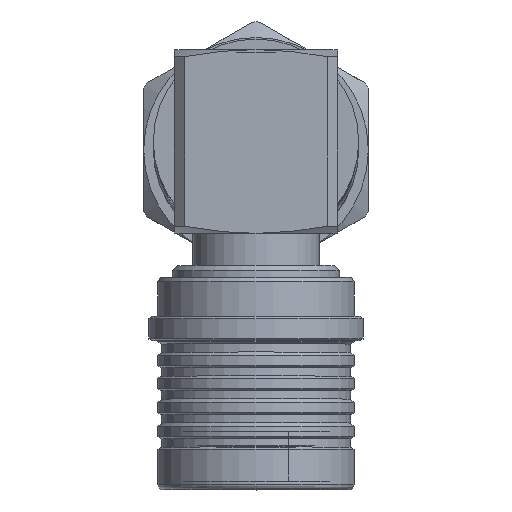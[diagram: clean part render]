
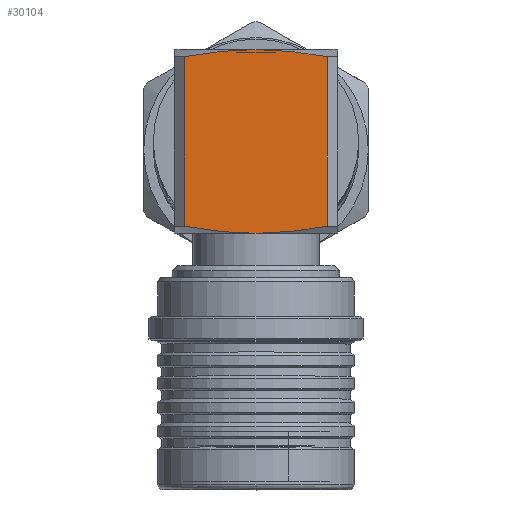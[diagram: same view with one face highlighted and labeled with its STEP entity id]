
A CAD part, top view. The second image highlights one B-rep face of the part: STEP entity #30104.
In plain terms, the highlighted face is planar.
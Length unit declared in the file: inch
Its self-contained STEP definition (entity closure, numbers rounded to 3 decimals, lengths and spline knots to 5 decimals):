
#587 = ORIENTED_EDGE ( 'NONE', *, *, #13120, .T. ) ;
#1841 = CARTESIAN_POINT ( 'NONE',  ( -0.16335, 0.15748, 0.13748 ) ) ;
#3420 = VERTEX_POINT ( 'NONE', #10982 ) ;
#3682 = CARTESIAN_POINT ( 'NONE',  ( -0.17717, 0.15748, -0.02298 ) ) ;
#5234 = CARTESIAN_POINT ( 'NONE',  ( -0.16335, 0.15748, -0.13748 ) ) ;
#5249 = EDGE_CURVE ( 'NONE', #19235, #21180, #35258, .T. ) ;
#5559 = EDGE_LOOP ( 'NONE', ( #29527, #17538, #6699, #587, #14569, #27565 ) ) ;
#6637 = CARTESIAN_POINT ( 'NONE',  ( 0.17717, 0.15748, 0. ) ) ;
#6699 = ORIENTED_EDGE ( 'NONE', *, *, #5249, .T. ) ;
#6817 = CARTESIAN_POINT ( 'NONE',  ( -0.17577, 0.15748, -0.04592 ) ) ;
#6993 = B_SPLINE_CURVE_WITH_KNOTS ( 'NONE', 3,
 ( #18598, #41205, #8544, #24794, #18460, #21908 ),
 .UNSPECIFIED., .F., .F.,
 ( 4, 2, 4 ),
 ( 0.00831, 0.01007, 0.01183 ),
 .UNSPECIFIED. ) ;
#7116 = EDGE_CURVE ( 'NONE', #3420, #32887, #22654, .T. ) ;
#8110 = LINE ( 'NONE', #29929, #24114 ) ;
#8544 = CARTESIAN_POINT ( 'NONE',  ( -0.17578, 0.15748, 0.04587 ) ) ;
#8563 = AXIS2_PLACEMENT_3D ( 'NONE', #28291, #11461, #18357 ) ;
#9716 = DIRECTION ( 'NONE',  ( 1., 0., 0. ) ) ;
#9903 = CARTESIAN_POINT ( 'NONE',  ( 0.16335, 0.15748, 0.13748 ) ) ;
#10982 = CARTESIAN_POINT ( 'NONE',  ( 0.17717, 0.15748, 0. ) ) ;
#11461 = DIRECTION ( 'NONE',  ( 0., -1., 0. ) ) ;
#12321 = CARTESIAN_POINT ( 'NONE',  ( 0.17717, 0.15748, 0. ) ) ;
#12455 = CARTESIAN_POINT ( 'NONE',  ( 0.17085, 0.15748, -0.09175 ) ) ;
#13120 = EDGE_CURVE ( 'NONE', #21180, #21002, #6993, .T. ) ;
#13657 = VERTEX_POINT ( 'NONE', #13702 ) ;
#13702 = CARTESIAN_POINT ( 'NONE',  ( 0.16335, 0.15748, -0.13748 ) ) ;
#14569 = ORIENTED_EDGE ( 'NONE', *, *, #42111, .T. ) ;
#15957 = EDGE_CURVE ( 'NONE', #13657, #19235, #28024, .T. ) ;
#16222 = CARTESIAN_POINT ( 'NONE',  ( 0.17578, 0.15748, 0.04587 ) ) ;
#17538 = ORIENTED_EDGE ( 'NONE', *, *, #15957, .T. ) ;
#18357 = DIRECTION ( 'NONE',  ( 0., 0., -1. ) ) ;
#18460 = CARTESIAN_POINT ( 'NONE',  ( -0.16735, 0.15748, 0.11476 ) ) ;
#18598 = CARTESIAN_POINT ( 'NONE',  ( -0.17717, 0.15748, 0. ) ) ;
#18631 = CARTESIAN_POINT ( 'NONE',  ( 0.16737, 0.15748, -0.11466 ) ) ;
#19235 = VERTEX_POINT ( 'NONE', #5234 ) ;
#20786 = VECTOR ( 'NONE', #22448, 39.37008 ) ;
#21002 = VERTEX_POINT ( 'NONE', #1841 ) ;
#21180 = VERTEX_POINT ( 'NONE', #31075 ) ;
#21908 = CARTESIAN_POINT ( 'NONE',  ( -0.16335, 0.15748, 0.13748 ) ) ;
#22448 = DIRECTION ( 'NONE',  ( -1., 0., 0. ) ) ;
#22654 = B_SPLINE_CURVE_WITH_KNOTS ( 'NONE', 3,
 ( #6637, #36141, #16222, #42428, #26296, #9903 ),
 .UNSPECIFIED., .F., .F.,
 ( 4, 2, 4 ),
 ( 0.00831, 0.01007, 0.01183 ),
 .UNSPECIFIED. ) ;
#22779 = EDGE_CURVE ( 'NONE', #13657, #3420, #37576, .T. ) ;
#23604 = CARTESIAN_POINT ( 'NONE',  ( -0.17717, 0.15748, 0. ) ) ;
#24114 = VECTOR ( 'NONE', #9716, 39.37008 ) ;
#24388 = CARTESIAN_POINT ( 'NONE',  ( 0.16335, 0.15748, -0.13748 ) ) ;
#24794 = CARTESIAN_POINT ( 'NONE',  ( -0.17084, 0.15748, 0.09184 ) ) ;
#25682 = CARTESIAN_POINT ( 'NONE',  ( 0.17577, 0.15748, -0.04592 ) ) ;
#26296 = CARTESIAN_POINT ( 'NONE',  ( 0.16735, 0.15748, 0.11476 ) ) ;
#27565 = ORIENTED_EDGE ( 'NONE', *, *, #7116, .F. ) ;
#28024 = LINE ( 'NONE', #42191, #20786 ) ;
#28291 = CARTESIAN_POINT ( 'NONE',  ( -0.17717, 0.15748, 0.15748 ) ) ;
#29527 = ORIENTED_EDGE ( 'NONE', *, *, #22779, .F. ) ;
#29929 = CARTESIAN_POINT ( 'NONE',  ( -0.17717, 0.15748, 0.13748 ) ) ;
#30104 = ADVANCED_FACE ( 'NONE', ( #38960 ), #41260, .F. ) ;
#31075 = CARTESIAN_POINT ( 'NONE',  ( -0.17717, 0.15748, 0. ) ) ;
#31407 = CARTESIAN_POINT ( 'NONE',  ( 0.16335, 0.15748, 0.13748 ) ) ;
#32887 = VERTEX_POINT ( 'NONE', #31407 ) ;
#32921 = CARTESIAN_POINT ( 'NONE',  ( -0.16737, 0.15748, -0.11466 ) ) ;
#33340 = CARTESIAN_POINT ( 'NONE',  ( -0.17085, 0.15748, -0.09175 ) ) ;
#35258 = B_SPLINE_CURVE_WITH_KNOTS ( 'NONE', 3,
 ( #36466, #32921, #33340, #6817, #3682, #23604 ),
 .UNSPECIFIED., .F., .F.,
 ( 4, 2, 4 ),
 ( 0.00478, 0.00654, 0.00831 ),
 .UNSPECIFIED. ) ;
#36141 = CARTESIAN_POINT ( 'NONE',  ( 0.17717, 0.15748, 0.02292 ) ) ;
#36466 = CARTESIAN_POINT ( 'NONE',  ( -0.16335, 0.15748, -0.13748 ) ) ;
#37576 = B_SPLINE_CURVE_WITH_KNOTS ( 'NONE', 3,
 ( #24388, #18631, #12455, #25682, #41802, #12321 ),
 .UNSPECIFIED., .F., .F.,
 ( 4, 2, 4 ),
 ( 0.00478, 0.00654, 0.00831 ),
 .UNSPECIFIED. ) ;
#38960 = FACE_OUTER_BOUND ( 'NONE', #5559, .T. ) ;
#41205 = CARTESIAN_POINT ( 'NONE',  ( -0.17717, 0.15748, 0.02292 ) ) ;
#41260 = PLANE ( 'NONE',  #8563 ) ;
#41802 = CARTESIAN_POINT ( 'NONE',  ( 0.17717, 0.15748, -0.02298 ) ) ;
#42111 = EDGE_CURVE ( 'NONE', #21002, #32887, #8110, .T. ) ;
#42191 = CARTESIAN_POINT ( 'NONE',  ( -0.15969, 0.15748, -0.13748 ) ) ;
#42428 = CARTESIAN_POINT ( 'NONE',  ( 0.17084, 0.15748, 0.09184 ) ) ;
